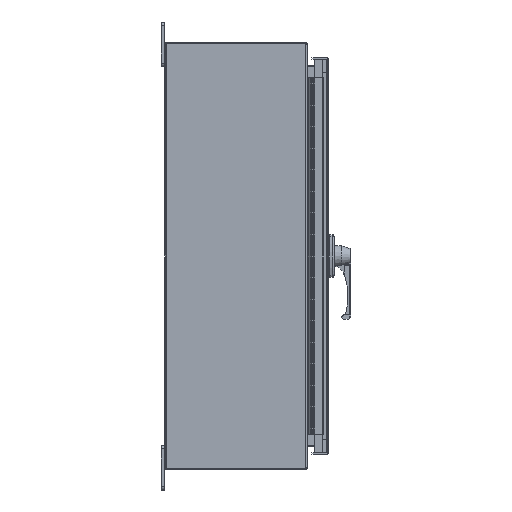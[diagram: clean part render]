
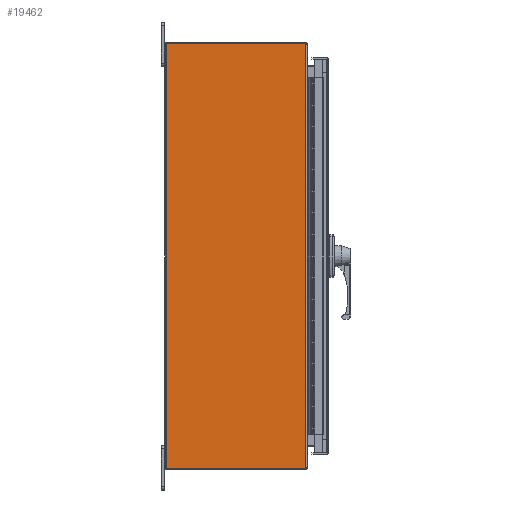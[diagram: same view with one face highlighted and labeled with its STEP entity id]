
A CAD part, left-side view. The second image highlights one B-rep face of the part: STEP entity #19462.
In plain terms, the highlighted planar face has unit normal (-1, 0, 0).
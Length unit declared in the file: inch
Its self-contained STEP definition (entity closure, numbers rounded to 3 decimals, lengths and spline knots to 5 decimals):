
#210 = CARTESIAN_POINT ( 'NONE',  ( -24., -7.78671, -11.82789 ) ) ;
#2069 = CARTESIAN_POINT ( 'NONE',  ( -24., -0.036, 11.92789 ) ) ;
#2412 = EDGE_CURVE ( 'NONE', #36149, #37106, #51103, .T. ) ;
#6528 = CIRCLE ( 'NONE', #7357, 0.1 ) ;
#6971 = EDGE_LOOP ( 'NONE', ( #45065, #9810, #37283, #21306, #7708, #35959 ) ) ;
#7357 = AXIS2_PLACEMENT_3D ( 'NONE', #43772, #41655, #25209 ) ;
#7621 = CARTESIAN_POINT ( 'NONE',  ( -24., -7.82, 83.298 ) ) ;
#7662 = LINE ( 'NONE', #23660, #48178 ) ;
#7708 = ORIENTED_EDGE ( 'NONE', *, *, #18684, .F. ) ;
#7912 = DIRECTION ( 'NONE',  ( 0., 1., 0. ) ) ;
#9810 = ORIENTED_EDGE ( 'NONE', *, *, #2412, .F. ) ;
#10987 = PLANE ( 'NONE',  #20572 ) ;
#11239 = CARTESIAN_POINT ( 'NONE',  ( -24., -0.036, -11.892 ) ) ;
#11955 = CARTESIAN_POINT ( 'NONE',  ( -24., -7.78671, -11.92789 ) ) ;
#13983 = LINE ( 'NONE', #49574, #51464 ) ;
#14911 = CARTESIAN_POINT ( 'NONE',  ( -24., -0.036, -11.92789 ) ) ;
#17463 = CARTESIAN_POINT ( 'NONE',  ( -24., -7.78671, 11.92789 ) ) ;
#18347 = CARTESIAN_POINT ( 'NONE',  ( -24., 0., 83.298 ) ) ;
#18684 = EDGE_CURVE ( 'NONE', #48859, #20365, #20847, .T. ) ;
#19462 = ADVANCED_FACE ( 'NONE', ( #42666 ), #10987, .F. ) ;
#20365 = VERTEX_POINT ( 'NONE', #2069 ) ;
#20398 = CARTESIAN_POINT ( 'NONE',  ( -24., -7.82, 11.92218 ) ) ;
#20572 = AXIS2_PLACEMENT_3D ( 'NONE', #18347, #50790, #49749 ) ;
#20696 = DIRECTION ( 'NONE',  ( 0., -1., 0. ) ) ;
#20847 = LINE ( 'NONE', #11239, #23832 ) ;
#21306 = ORIENTED_EDGE ( 'NONE', *, *, #37672, .F. ) ;
#23660 = CARTESIAN_POINT ( 'NONE',  ( -24., 0., -11.92789 ) ) ;
#23832 = VECTOR ( 'NONE', #39276, 39.37008 ) ;
#24628 = DIRECTION ( 'NONE',  ( 1., 0., 0. ) ) ;
#25209 = DIRECTION ( 'NONE',  ( 0., 1., 0. ) ) ;
#25808 = EDGE_CURVE ( 'NONE', #26835, #36149, #6528, .T. ) ;
#26835 = VERTEX_POINT ( 'NONE', #17463 ) ;
#29703 = DIRECTION ( 'NONE',  ( 0., -1., 0. ) ) ;
#30892 = EDGE_CURVE ( 'NONE', #50376, #48859, #7662, .T. ) ;
#31209 = DIRECTION ( 'NONE',  ( 0., 0., -1. ) ) ;
#33086 = VECTOR ( 'NONE', #31209, 39.37008 ) ;
#35570 = CARTESIAN_POINT ( 'NONE',  ( -24., -7.82, -11.92218 ) ) ;
#35959 = ORIENTED_EDGE ( 'NONE', *, *, #30892, .F. ) ;
#36149 = VERTEX_POINT ( 'NONE', #20398 ) ;
#37106 = VERTEX_POINT ( 'NONE', #35570 ) ;
#37283 = ORIENTED_EDGE ( 'NONE', *, *, #25808, .F. ) ;
#37483 = AXIS2_PLACEMENT_3D ( 'NONE', #210, #24628, #20696 ) ;
#37672 = EDGE_CURVE ( 'NONE', #20365, #26835, #13983, .T. ) ;
#39276 = DIRECTION ( 'NONE',  ( 0., 0., 1. ) ) ;
#40084 = EDGE_CURVE ( 'NONE', #37106, #50376, #42474, .T. ) ;
#41655 = DIRECTION ( 'NONE',  ( 1., 0., 0. ) ) ;
#42474 = CIRCLE ( 'NONE', #37483, 0.1 ) ;
#42666 = FACE_OUTER_BOUND ( 'NONE', #6971, .T. ) ;
#43772 = CARTESIAN_POINT ( 'NONE',  ( -24., -7.78671, 11.82789 ) ) ;
#45065 = ORIENTED_EDGE ( 'NONE', *, *, #40084, .F. ) ;
#48178 = VECTOR ( 'NONE', #7912, 39.37008 ) ;
#48859 = VERTEX_POINT ( 'NONE', #14911 ) ;
#49574 = CARTESIAN_POINT ( 'NONE',  ( -24., 0., 11.92789 ) ) ;
#49749 = DIRECTION ( 'NONE',  ( 0., 1., 0. ) ) ;
#50376 = VERTEX_POINT ( 'NONE', #11955 ) ;
#50790 = DIRECTION ( 'NONE',  ( 1., 0., 0. ) ) ;
#51103 = LINE ( 'NONE', #7621, #33086 ) ;
#51464 = VECTOR ( 'NONE', #29703, 39.37008 ) ;
